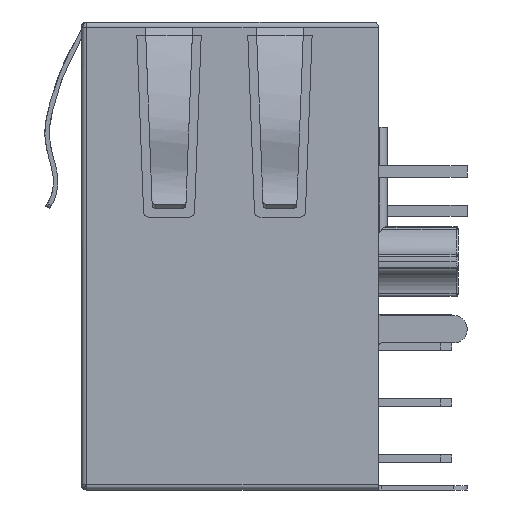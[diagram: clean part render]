
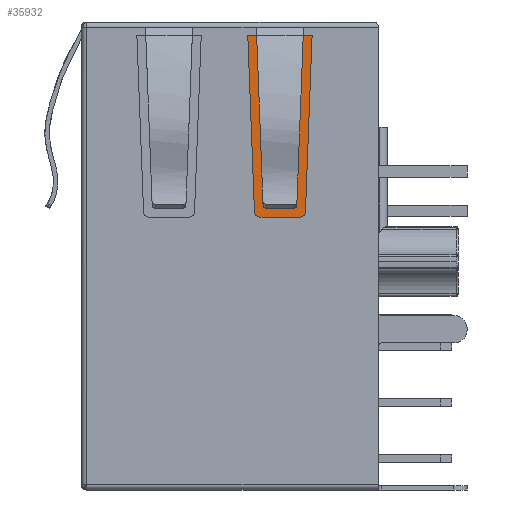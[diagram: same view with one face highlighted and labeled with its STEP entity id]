
A CAD part, left-side view. The second image highlights one B-rep face of the part: STEP entity #35932.
In plain terms, the highlighted planar face has unit normal (-1, 0, 0).
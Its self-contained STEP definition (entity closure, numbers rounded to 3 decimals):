
#153 = ORIENTED_EDGE ( 'NONE', *, *, #24364, .T. ) ;
#372 = DIRECTION ( 'NONE',  ( 0., -0.038, -0.999 ) ) ;
#474 = DIRECTION ( 'NONE',  ( -1., 0., 0. ) ) ;
#1440 = CARTESIAN_POINT ( 'NONE',  ( -29.33, -1.355, 12.3 ) ) ;
#3580 = DIRECTION ( 'NONE',  ( 0., 0., 1. ) ) ;
#5982 = DIRECTION ( 'NONE',  ( -1., 0., 0. ) ) ;
#6260 = VERTEX_POINT ( 'NONE', #1440 ) ;
#6311 = VERTEX_POINT ( 'NONE', #23564 ) ;
#6436 = CARTESIAN_POINT ( 'NONE',  ( -29.33, -1.355, 12.55 ) ) ;
#6988 = DIRECTION ( 'NONE',  ( 0., 1., 0. ) ) ;
#7163 = PLANE ( 'NONE',  #29245 ) ;
#7637 = CARTESIAN_POINT ( 'NONE',  ( -29.33, -3.405, 12.541 ) ) ;
#11337 = EDGE_CURVE ( 'NONE', #14411, #36959, #17933, .T. ) ;
#12118 = DIRECTION ( 'NONE',  ( -1., 0., 0. ) ) ;
#12504 = VECTOR ( 'NONE', #372, 1000. ) ;
#12819 = CARTESIAN_POINT ( 'NONE',  ( -29.33, -3.155, 12.55 ) ) ;
#13821 = DIRECTION ( 'NONE',  ( 0., 0.999, -0.038 ) ) ;
#14161 = VERTEX_POINT ( 'NONE', #27285 ) ;
#14411 = VERTEX_POINT ( 'NONE', #45898 ) ;
#14902 = CARTESIAN_POINT ( 'NONE',  ( -29.33, -0.805, 20.5 ) ) ;
#15249 = DIRECTION ( 'NONE',  ( 0., -0.038, 0.999 ) ) ;
#16170 = DIRECTION ( 'NONE',  ( 0., 0., -1. ) ) ;
#17112 = VECTOR ( 'NONE', #39992, 1000. ) ;
#17933 = LINE ( 'NONE', #31939, #44454 ) ;
#18621 = EDGE_CURVE ( 'NONE', #6311, #33907, #19055, .T. ) ;
#19044 = VECTOR ( 'NONE', #15249, 1000. ) ;
#19055 = CIRCLE ( 'NONE', #39512, 0.25 ) ;
#19861 = EDGE_LOOP ( 'NONE', ( #26584, #38058, #153, #20452, #32772, #43477 ) ) ;
#20452 = ORIENTED_EDGE ( 'NONE', *, *, #11337, .T. ) ;
#22424 = CARTESIAN_POINT ( 'NONE',  ( -29.33, -1.355, 12.3 ) ) ;
#23564 = CARTESIAN_POINT ( 'NONE',  ( -29.33, -3.155, 12.3 ) ) ;
#24364 = EDGE_CURVE ( 'NONE', #33907, #14411, #41109, .T. ) ;
#26584 = ORIENTED_EDGE ( 'NONE', *, *, #46318, .T. ) ;
#27285 = CARTESIAN_POINT ( 'NONE',  ( -29.33, -1.105, 12.541 ) ) ;
#29245 = AXIS2_PLACEMENT_3D ( 'NONE', #36160, #474, #3580 ) ;
#29869 = LINE ( 'NONE', #36530, #12504 ) ;
#30195 = CIRCLE ( 'NONE', #33210, 0.25 ) ;
#31939 = CARTESIAN_POINT ( 'NONE',  ( -29.33, -3.705, 20.5 ) ) ;
#32772 = ORIENTED_EDGE ( 'NONE', *, *, #39847, .T. ) ;
#33210 = AXIS2_PLACEMENT_3D ( 'NONE', #6436, #5982, #13821 ) ;
#33907 = VERTEX_POINT ( 'NONE', #37027 ) ;
#35932 = ADVANCED_FACE ( 'NONE', ( #36402 ), #7163, .T. ) ;
#36160 = CARTESIAN_POINT ( 'NONE',  ( -29.33, 0., 0. ) ) ;
#36402 = FACE_OUTER_BOUND ( 'NONE', #19861, .T. ) ;
#36530 = CARTESIAN_POINT ( 'NONE',  ( -29.33, -0.805, 20.5 ) ) ;
#36959 = VERTEX_POINT ( 'NONE', #14902 ) ;
#37027 = CARTESIAN_POINT ( 'NONE',  ( -29.33, -3.405, 12.541 ) ) ;
#38058 = ORIENTED_EDGE ( 'NONE', *, *, #18621, .T. ) ;
#39512 = AXIS2_PLACEMENT_3D ( 'NONE', #12819, #12118, #16170 ) ;
#39847 = EDGE_CURVE ( 'NONE', #36959, #14161, #29869, .T. ) ;
#39992 = DIRECTION ( 'NONE',  ( 0., -1., 0. ) ) ;
#40462 = LINE ( 'NONE', #22424, #17112 ) ;
#41109 = LINE ( 'NONE', #7637, #19044 ) ;
#43477 = ORIENTED_EDGE ( 'NONE', *, *, #44001, .T. ) ;
#44001 = EDGE_CURVE ( 'NONE', #14161, #6260, #30195, .T. ) ;
#44454 = VECTOR ( 'NONE', #6988, 1000. ) ;
#45898 = CARTESIAN_POINT ( 'NONE',  ( -29.33, -3.705, 20.5 ) ) ;
#46318 = EDGE_CURVE ( 'NONE', #6260, #6311, #40462, .T. ) ;
